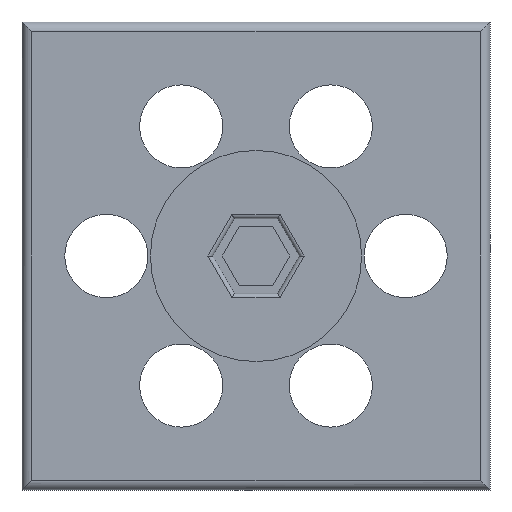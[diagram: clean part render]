
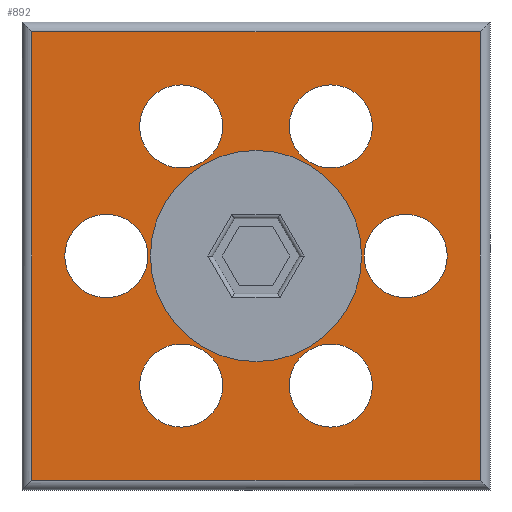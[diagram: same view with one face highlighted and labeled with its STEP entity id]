
A CAD part, front view. The second image highlights one B-rep face of the part: STEP entity #892.
In plain terms, the highlighted planar face has unit normal (0, -1, 0).
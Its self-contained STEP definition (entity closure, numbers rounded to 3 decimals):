
#17=FACE_BOUND('',#166,.T.);
#18=FACE_BOUND('',#167,.T.);
#19=FACE_BOUND('',#168,.T.);
#20=FACE_BOUND('',#169,.T.);
#21=FACE_BOUND('',#170,.T.);
#22=FACE_BOUND('',#171,.T.);
#23=FACE_BOUND('',#172,.T.);
#33=CIRCLE('',#959,5.);
#35=CIRCLE('',#962,5.);
#37=CIRCLE('',#965,5.);
#39=CIRCLE('',#968,5.);
#41=CIRCLE('',#971,5.);
#43=CIRCLE('',#974,5.);
#45=CIRCLE('',#980,12.7);
#63=PLANE('',#991);
#111=FACE_OUTER_BOUND('',#165,.T.);
#165=EDGE_LOOP('',(#744,#745,#746,#747));
#166=EDGE_LOOP('',(#748));
#167=EDGE_LOOP('',(#749));
#168=EDGE_LOOP('',(#750));
#169=EDGE_LOOP('',(#751));
#170=EDGE_LOOP('',(#752));
#171=EDGE_LOOP('',(#753));
#172=EDGE_LOOP('',(#754));
#262=LINE('',#1417,#355);
#263=LINE('',#1421,#356);
#266=LINE('',#1429,#359);
#268=LINE('',#1433,#361);
#355=VECTOR('',#1165,10.);
#356=VECTOR('',#1170,10.);
#359=VECTOR('',#1177,10.);
#361=VECTOR('',#1183,10.);
#429=VERTEX_POINT('',#1367);
#431=VERTEX_POINT('',#1373);
#433=VERTEX_POINT('',#1379);
#435=VERTEX_POINT('',#1385);
#437=VERTEX_POINT('',#1391);
#439=VERTEX_POINT('',#1397);
#441=VERTEX_POINT('',#1407);
#444=VERTEX_POINT('',#1414);
#445=VERTEX_POINT('',#1416);
#446=VERTEX_POINT('',#1420);
#449=VERTEX_POINT('',#1428);
#522=EDGE_CURVE('',#429,#429,#33,.T.);
#525=EDGE_CURVE('',#431,#431,#35,.T.);
#528=EDGE_CURVE('',#433,#433,#37,.T.);
#531=EDGE_CURVE('',#435,#435,#39,.T.);
#534=EDGE_CURVE('',#437,#437,#41,.T.);
#537=EDGE_CURVE('',#439,#439,#43,.T.);
#542=EDGE_CURVE('',#441,#441,#45,.T.);
#545=EDGE_CURVE('',#444,#445,#262,.T.);
#547=EDGE_CURVE('',#446,#444,#263,.T.);
#551=EDGE_CURVE('',#445,#449,#266,.T.);
#554=EDGE_CURVE('',#449,#446,#268,.T.);
#744=ORIENTED_EDGE('',*,*,#545,.F.);
#745=ORIENTED_EDGE('',*,*,#547,.F.);
#746=ORIENTED_EDGE('',*,*,#554,.F.);
#747=ORIENTED_EDGE('',*,*,#551,.F.);
#748=ORIENTED_EDGE('',*,*,#522,.T.);
#749=ORIENTED_EDGE('',*,*,#525,.T.);
#750=ORIENTED_EDGE('',*,*,#528,.T.);
#751=ORIENTED_EDGE('',*,*,#531,.T.);
#752=ORIENTED_EDGE('',*,*,#534,.T.);
#753=ORIENTED_EDGE('',*,*,#537,.T.);
#754=ORIENTED_EDGE('',*,*,#542,.T.);
#892=ADVANCED_FACE('',(#111,#17,#18,#19,#20,#21,#22,#23),#63,.F.);
#959=AXIS2_PLACEMENT_3D('',#1368,#1108,#1109);
#962=AXIS2_PLACEMENT_3D('',#1374,#1115,#1116);
#965=AXIS2_PLACEMENT_3D('',#1380,#1122,#1123);
#968=AXIS2_PLACEMENT_3D('',#1386,#1129,#1130);
#971=AXIS2_PLACEMENT_3D('',#1392,#1136,#1137);
#974=AXIS2_PLACEMENT_3D('',#1398,#1143,#1144);
#980=AXIS2_PLACEMENT_3D('',#1409,#1158,#1159);
#991=AXIS2_PLACEMENT_3D('',#1444,#1193,#1194);
#1108=DIRECTION('center_axis',(0.,1.,0.));
#1109=DIRECTION('ref_axis',(1.,0.,0.));
#1115=DIRECTION('center_axis',(0.,1.,0.));
#1116=DIRECTION('ref_axis',(1.,0.,0.));
#1122=DIRECTION('center_axis',(0.,1.,0.));
#1123=DIRECTION('ref_axis',(1.,0.,0.));
#1129=DIRECTION('center_axis',(0.,1.,0.));
#1130=DIRECTION('ref_axis',(1.,0.,0.));
#1136=DIRECTION('center_axis',(0.,1.,0.));
#1137=DIRECTION('ref_axis',(1.,0.,0.));
#1143=DIRECTION('center_axis',(0.,1.,0.));
#1144=DIRECTION('ref_axis',(1.,0.,0.));
#1158=DIRECTION('center_axis',(0.,1.,0.));
#1159=DIRECTION('ref_axis',(1.,0.,0.));
#1165=DIRECTION('',(0.,0.,1.));
#1170=DIRECTION('',(-1.,0.,0.));
#1177=DIRECTION('',(1.,0.,0.));
#1183=DIRECTION('',(0.,0.,-1.));
#1193=DIRECTION('center_axis',(0.,1.,0.));
#1194=DIRECTION('ref_axis',(0.,0.,1.));
#1367=CARTESIAN_POINT('',(-14.,0.,-15.588));
#1368=CARTESIAN_POINT('Origin',(-9.,0.,-15.588));
#1373=CARTESIAN_POINT('',(-14.,0.,15.588));
#1374=CARTESIAN_POINT('Origin',(-9.,0.,15.588));
#1379=CARTESIAN_POINT('',(13.,0.,0.));
#1380=CARTESIAN_POINT('Origin',(18.,0.,0.));
#1385=CARTESIAN_POINT('',(4.,0.,-15.588));
#1386=CARTESIAN_POINT('Origin',(9.,0.,-15.588));
#1391=CARTESIAN_POINT('',(-23.,0.,0.));
#1392=CARTESIAN_POINT('Origin',(-18.,0.,0.));
#1397=CARTESIAN_POINT('',(4.,0.,15.588));
#1398=CARTESIAN_POINT('Origin',(9.,0.,15.588));
#1407=CARTESIAN_POINT('',(-12.7,0.,0.));
#1409=CARTESIAN_POINT('Origin',(0.,0.,0.));
#1414=CARTESIAN_POINT('',(-26.945,0.,-26.945));
#1416=CARTESIAN_POINT('',(-26.945,0.,26.945));
#1417=CARTESIAN_POINT('',(-26.945,0.,-14.072));
#1420=CARTESIAN_POINT('',(26.945,0.,-26.945));
#1421=CARTESIAN_POINT('',(14.072,0.,-26.945));
#1428=CARTESIAN_POINT('',(26.945,0.,26.945));
#1429=CARTESIAN_POINT('',(-14.072,0.,26.945));
#1433=CARTESIAN_POINT('',(26.945,0.,14.072));
#1444=CARTESIAN_POINT('Origin',(0.,0.,0.));
